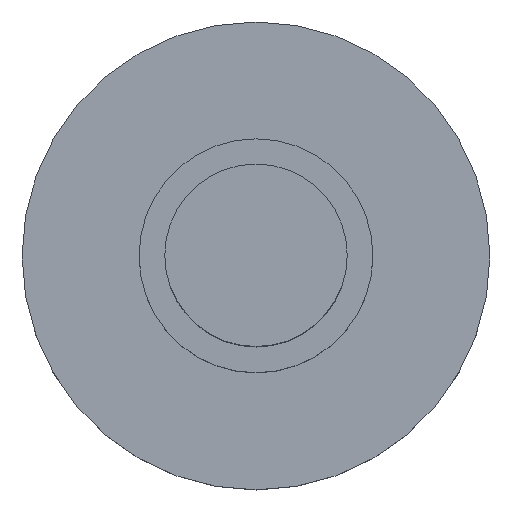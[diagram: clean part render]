
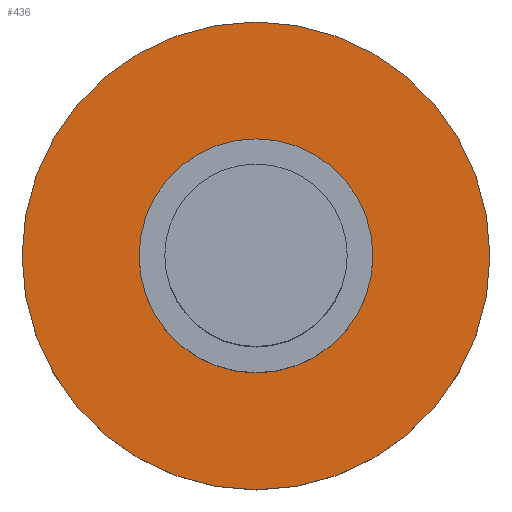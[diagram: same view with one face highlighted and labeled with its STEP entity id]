
A CAD part, top view. The second image highlights one B-rep face of the part: STEP entity #436.
In plain terms, the highlighted planar face has unit normal (0, 0, 1).
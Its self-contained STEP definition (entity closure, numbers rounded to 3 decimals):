
#47=CARTESIAN_POINT('',(0.,0.,2.1));
#48=DIRECTION('',(0.,0.,1.));
#49=DIRECTION('',(0.,-1.,0.));
#50=AXIS2_PLACEMENT_3D('',#47,#48,#49);
#52=CARTESIAN_POINT('',(0.,0.,2.1));
#53=DIRECTION('',(0.,0.,-1.));
#54=DIRECTION('',(0.,-1.,0.));
#55=AXIS2_PLACEMENT_3D('',#52,#53,#54);
#65=CARTESIAN_POINT('',(0.,0.,2.1));
#66=DIRECTION('',(0.,0.,-1.));
#67=DIRECTION('',(0.,-1.,0.));
#68=AXIS2_PLACEMENT_3D('',#65,#66,#67);
#70=CARTESIAN_POINT('',(0.,0.,2.1));
#71=DIRECTION('',(0.,0.,1.));
#72=DIRECTION('',(0.,-1.,0.));
#73=AXIS2_PLACEMENT_3D('',#70,#71,#72);
#266=CARTESIAN_POINT('',(0.,-1.25,2.1));
#268=VERTEX_POINT('',#266);
#269=CARTESIAN_POINT('',(0.,-2.5,2.1));
#271=VERTEX_POINT('',#269);
#278=CARTESIAN_POINT('',(0.,1.25,2.1));
#280=VERTEX_POINT('',#278);
#281=CARTESIAN_POINT('',(0.,2.5,2.1));
#283=VERTEX_POINT('',#281);
#421=CARTESIAN_POINT('',(0.,0.,2.1));
#422=DIRECTION('',(0.,0.,1.));
#423=DIRECTION('',(0.,1.,0.));
#424=AXIS2_PLACEMENT_3D('',#421,#422,#423);
#425=PLANE('',#424);
#427=ORIENTED_EDGE('',*,*,#426,.T.);
#429=ORIENTED_EDGE('',*,*,#428,.F.);
#430=EDGE_LOOP('',(#427,#429));
#431=FACE_OUTER_BOUND('',#430,.F.);
#432=ORIENTED_EDGE('',*,*,#416,.T.);
#433=ORIENTED_EDGE('',*,*,#400,.F.);
#434=EDGE_LOOP('',(#432,#433));
#435=FACE_BOUND('',#434,.F.);
#436=ADVANCED_FACE('',(#431,#435),#425,.T.);
#51=CIRCLE('',#50,1.25);
#56=CIRCLE('',#55,1.25);
#69=CIRCLE('',#68,2.5);
#74=CIRCLE('',#73,2.5);
#400=EDGE_CURVE('',#268,#280,#56,.T.);
#416=EDGE_CURVE('',#268,#280,#51,.T.);
#426=EDGE_CURVE('',#271,#283,#69,.T.);
#428=EDGE_CURVE('',#271,#283,#74,.T.);
